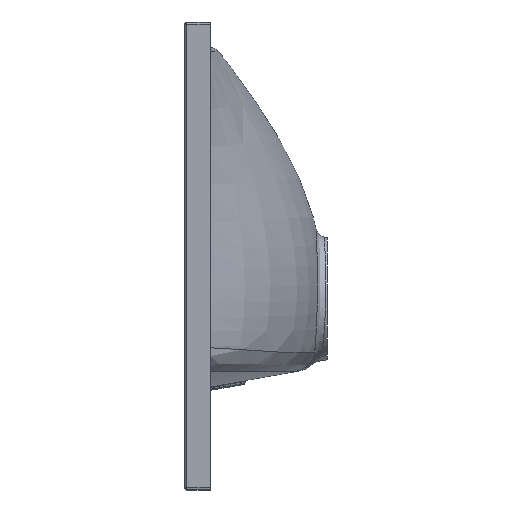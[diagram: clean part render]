
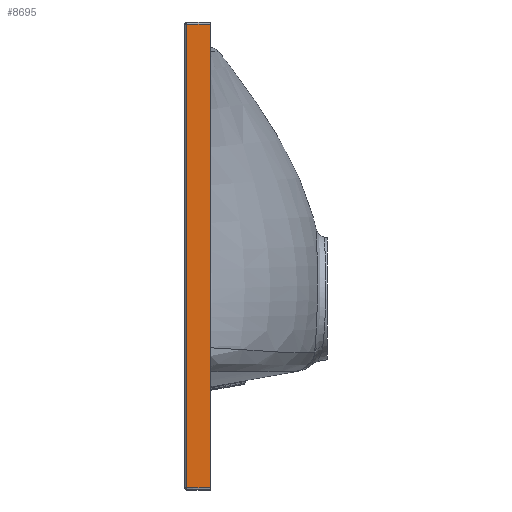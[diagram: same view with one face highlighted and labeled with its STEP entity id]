
A CAD part, left-side view. The second image highlights one B-rep face of the part: STEP entity #8695.
In plain terms, the highlighted planar face has unit normal (-1, 0.018, 0).
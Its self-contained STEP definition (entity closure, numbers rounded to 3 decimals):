
#8 = EDGE_CURVE ( 'NONE', #11339, #14990, #14256, .T. ) ;
#1061 = EDGE_CURVE ( 'NONE', #14990, #9677, #15094, .T. ) ;
#1437 = CARTESIAN_POINT ( 'NONE',  ( -599.598, 118.035, -186. ) ) ;
#1561 = VECTOR ( 'NONE', #7628, 1000. ) ;
#2313 = CARTESIAN_POINT ( 'NONE',  ( -600., 95., -186. ) ) ;
#2834 = LINE ( 'NONE', #8147, #16039 ) ;
#2855 = CARTESIAN_POINT ( 'NONE',  ( -599.598, 118.035, -188. ) ) ;
#3156 = CARTESIAN_POINT ( 'NONE',  ( -600., 95., -188. ) ) ;
#3325 = ORIENTED_EDGE ( 'NONE', *, *, #11406, .T. ) ;
#4112 = ORIENTED_EDGE ( 'NONE', *, *, #8, .T. ) ;
#4286 = DIRECTION ( 'NONE',  ( -1., 0.017, 0. ) ) ;
#5060 = CARTESIAN_POINT ( 'NONE',  ( -600., 95., 270. ) ) ;
#5585 = FACE_OUTER_BOUND ( 'NONE', #12603, .T. ) ;
#6962 = EDGE_CURVE ( 'NONE', #7509, #11339, #14794, .T. ) ;
#7509 = VERTEX_POINT ( 'NONE', #15563 ) ;
#7628 = DIRECTION ( 'NONE',  ( -0.017, -1., 0. ) ) ;
#8147 = CARTESIAN_POINT ( 'NONE',  ( -599.861, 102.99, 269.861 ) ) ;
#8169 = DIRECTION ( 'NONE',  ( 0., 0., -1. ) ) ;
#8472 = DIRECTION ( 'NONE',  ( 0., 0., 1. ) ) ;
#8495 = VECTOR ( 'NONE', #8169, 1000. ) ;
#8695 = ADVANCED_FACE ( 'NONE', ( #5585 ), #10909, .T. ) ;
#9599 = DIRECTION ( 'NONE',  ( -0.017, -1., 0. ) ) ;
#9677 = VERTEX_POINT ( 'NONE', #5060 ) ;
#9953 = ORIENTED_EDGE ( 'NONE', *, *, #1061, .T. ) ;
#10909 = PLANE ( 'NONE',  #16028 ) ;
#11339 = VERTEX_POINT ( 'NONE', #1437 ) ;
#11406 = EDGE_CURVE ( 'NONE', #9677, #7509, #2834, .T. ) ;
#11863 = CARTESIAN_POINT ( 'NONE',  ( -600., 95., -186. ) ) ;
#12603 = EDGE_LOOP ( 'NONE', ( #14867, #4112, #9953, #3325 ) ) ;
#13462 = DIRECTION ( 'NONE',  ( 0.017, 1., -0.017 ) ) ;
#14256 = LINE ( 'NONE', #2313, #1561 ) ;
#14794 = LINE ( 'NONE', #2855, #8495 ) ;
#14867 = ORIENTED_EDGE ( 'NONE', *, *, #6962, .T. ) ;
#14990 = VERTEX_POINT ( 'NONE', #11863 ) ;
#15094 = LINE ( 'NONE', #3156, #15616 ) ;
#15563 = CARTESIAN_POINT ( 'NONE',  ( -599.598, 118.035, 269.598 ) ) ;
#15616 = VECTOR ( 'NONE', #8472, 1000. ) ;
#16028 = AXIS2_PLACEMENT_3D ( 'NONE', #16222, #4286, #9599 ) ;
#16039 = VECTOR ( 'NONE', #13462, 1000. ) ;
#16222 = CARTESIAN_POINT ( 'NONE',  ( -600., 95., -188. ) ) ;
